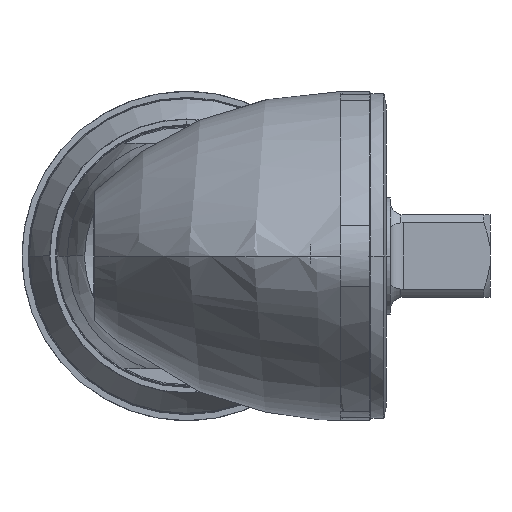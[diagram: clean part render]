
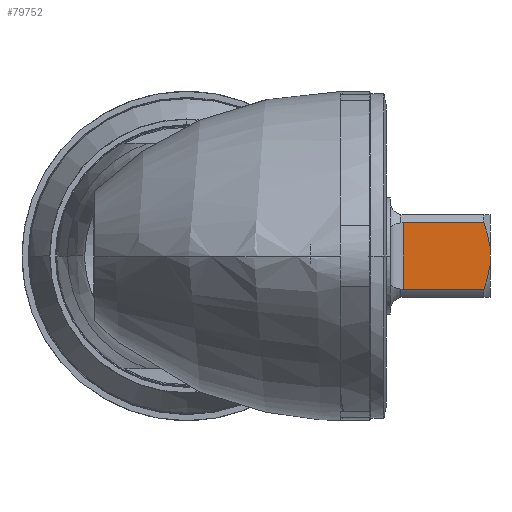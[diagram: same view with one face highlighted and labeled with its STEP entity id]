
A CAD part, left-side view. The second image highlights one B-rep face of the part: STEP entity #79752.
In plain terms, the highlighted planar face has unit normal (-1, 0, 0).
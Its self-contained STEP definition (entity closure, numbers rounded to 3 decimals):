
#78400=DIRECTION('',(0.,-1.,0.));
#78401=VECTOR('',#78400,18.557);
#78402=CARTESIAN_POINT('',(-278.55,-50.,-7.703));
#78403=LINE('',#78402,#78401);
#78404=CARTESIAN_POINT('',(-278.55,-68.557,-7.703));
#78405=CARTESIAN_POINT('',(-278.55,-68.605,-7.57));
#78406=CARTESIAN_POINT('',(-278.55,-68.699,-7.306));
#78407=CARTESIAN_POINT('',(-278.55,-68.832,-6.922));
#78408=CARTESIAN_POINT('',(-278.55,-68.957,-6.547));
#78409=CARTESIAN_POINT('',(-278.55,-69.075,-6.18));
#78410=CARTESIAN_POINT('',(-278.55,-69.185,-5.82));
#78411=CARTESIAN_POINT('',(-278.55,-69.29,-5.466));
#78412=CARTESIAN_POINT('',(-278.55,-69.387,-5.117));
#78413=CARTESIAN_POINT('',(-278.55,-69.479,-4.772));
#78414=CARTESIAN_POINT('',(-278.55,-69.565,-4.431));
#78415=CARTESIAN_POINT('',(-278.55,-69.645,-4.092));
#78416=CARTESIAN_POINT('',(-278.55,-69.719,-3.755));
#78417=CARTESIAN_POINT('',(-278.55,-69.787,-3.419));
#78418=CARTESIAN_POINT('',(-278.55,-69.85,-3.085));
#78419=CARTESIAN_POINT('',(-278.55,-69.906,-2.751));
#78420=CARTESIAN_POINT('',(-278.55,-69.957,-2.417));
#78421=CARTESIAN_POINT('',(-278.55,-69.986,-2.194));
#78422=CARTESIAN_POINT('',(-278.55,-70.,-2.083));
#78424=DIRECTION('',(0.,0.,-1.));
#78425=VECTOR('',#78424,15.406);
#78426=CARTESIAN_POINT('',(-278.55,-50.,7.703));
#78427=LINE('',#78426,#78425);
#78428=CARTESIAN_POINT('',(-278.55,-70.,2.083));
#78429=CARTESIAN_POINT('',(-278.55,-69.985,2.202));
#78430=CARTESIAN_POINT('',(-278.55,-69.953,2.442));
#78431=CARTESIAN_POINT('',(-278.55,-69.898,2.801));
#78432=CARTESIAN_POINT('',(-278.55,-69.836,3.16));
#78433=CARTESIAN_POINT('',(-278.55,-69.768,3.519));
#78434=CARTESIAN_POINT('',(-278.55,-69.692,3.879));
#78435=CARTESIAN_POINT('',(-278.55,-69.611,4.24));
#78436=CARTESIAN_POINT('',(-278.55,-69.522,4.604));
#78437=CARTESIAN_POINT('',(-278.55,-69.427,4.97));
#78438=CARTESIAN_POINT('',(-278.55,-69.326,5.34));
#78439=CARTESIAN_POINT('',(-278.55,-69.217,5.715));
#78440=CARTESIAN_POINT('',(-278.55,-69.101,6.095));
#78441=CARTESIAN_POINT('',(-278.55,-68.978,6.483));
#78442=CARTESIAN_POINT('',(-278.55,-68.847,6.879));
#78443=CARTESIAN_POINT('',(-278.55,-68.707,7.284));
#78444=CARTESIAN_POINT('',(-278.55,-68.608,7.562));
#78445=CARTESIAN_POINT('',(-278.55,-68.557,7.703));
#78614=DIRECTION('',(0.,-1.,0.));
#78615=VECTOR('',#78614,18.557);
#78616=CARTESIAN_POINT('',(-278.55,-50.,7.703));
#78617=LINE('',#78616,#78615);
#78825=DIRECTION('',(0.,0.,-1.));
#78826=VECTOR('',#78825,4.165);
#78827=CARTESIAN_POINT('',(-278.55,-70.,2.083));
#78828=LINE('',#78827,#78826);
#79001=CARTESIAN_POINT('',(-278.55,-70.,2.083));
#79003=VERTEX_POINT('',#79001);
#79005=CARTESIAN_POINT('',(-278.55,-68.557,-7.703));
#79007=VERTEX_POINT('',#79005);
#79018=CARTESIAN_POINT('',(-278.55,-68.557,7.703));
#79020=VERTEX_POINT('',#79018);
#79022=VERTEX_POINT('',#78422);
#79031=CARTESIAN_POINT('',(-278.55,-50.,7.703));
#79032=VERTEX_POINT('',#79031);
#79033=CARTESIAN_POINT('',(-278.55,-50.,-7.703));
#79034=VERTEX_POINT('',#79033);
#79735=CARTESIAN_POINT('',(-278.55,-50.,38.1));
#79736=DIRECTION('',(1.,0.,0.));
#79737=DIRECTION('',(0.,-1.,0.));
#79738=AXIS2_PLACEMENT_3D('',#79735,#79736,#79737);
#79739=PLANE('',#79738);
#79740=ORIENTED_EDGE('',*,*,#79727,.F.);
#79741=ORIENTED_EDGE('',*,*,#79716,.F.);
#79743=ORIENTED_EDGE('',*,*,#79742,.F.);
#79745=ORIENTED_EDGE('',*,*,#79744,.T.);
#79747=ORIENTED_EDGE('',*,*,#79746,.F.);
#79749=ORIENTED_EDGE('',*,*,#79748,.T.);
#79750=EDGE_LOOP('',(#79740,#79741,#79743,#79745,#79747,#79749));
#79751=FACE_OUTER_BOUND('',#79750,.F.);
#79752=ADVANCED_FACE('',(#79751),#79739,.F.);
#78423=B_SPLINE_CURVE_WITH_KNOTS('',3,(#78404,#78405,#78406,#78407,#78408,
#78409,#78410,#78411,#78412,#78413,#78414,#78415,#78416,#78417,#78418,#78419,
#78420,#78421,#78422),.UNSPECIFIED.,.F.,.F.,(4,1,1,1,1,1,1,1,1,1,1,1,1,1,1,1,4),
(0.,0.063,0.125,0.188,0.25,0.313,0.375,0.438,0.5,0.563,
0.625,0.688,0.75,0.813,0.875,0.938,1.),.UNSPECIFIED.);
#78446=B_SPLINE_CURVE_WITH_KNOTS('',3,(#78428,#78429,#78430,#78431,#78432,
#78433,#78434,#78435,#78436,#78437,#78438,#78439,#78440,#78441,#78442,#78443,
#78444,#78445),.UNSPECIFIED.,.F.,.F.,(4,1,1,1,1,1,1,1,1,1,1,1,1,1,1,4),(0.,
0.067,0.133,0.2,0.267,0.333,
0.4,0.467,0.533,0.6,0.667,
0.733,0.8,0.867,0.933,1.),
.UNSPECIFIED.);
#79716=EDGE_CURVE('',#79034,#79007,#78403,.T.);
#79727=EDGE_CURVE('',#79007,#79022,#78423,.T.);
#79742=EDGE_CURVE('',#79032,#79034,#78427,.T.);
#79744=EDGE_CURVE('',#79032,#79020,#78617,.T.);
#79746=EDGE_CURVE('',#79003,#79020,#78446,.T.);
#79748=EDGE_CURVE('',#79003,#79022,#78828,.T.);
